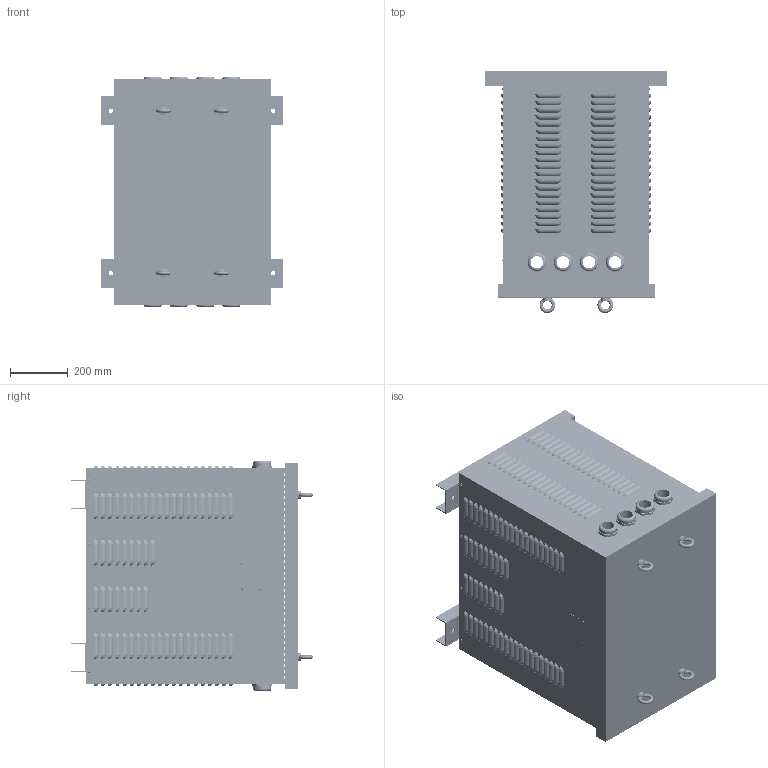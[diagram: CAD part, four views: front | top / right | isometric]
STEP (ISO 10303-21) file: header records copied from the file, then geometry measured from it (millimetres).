
FILE_DESCRIPTION(/* description */ (''),/* implementation_level */ '2;1');
FILE_NAME(/* name */ 'YLQ03635763.stp',/* time_stamp */ '2023-10-23T14:05:25+02:00',/* author */ ('velazquez'),/* organization */ (''),/* preprocessor_version */ 'ST-DEVELOPER v19.2',/* originating_system */ 'Autodesk Inventor 2023',/* authorisation */ '');
FILE_SCHEMA (('AUTOMOTIVE_DESIGN { 1 0 10303 214 3 1 1 }'));
Products named in the file (10): YLQ03635763; JE200  CUERPO; JE160 EXPORT BASE; JE160 EXPORT JE200 EXPORT NACIONAL PATA; PLACA CARACTERISTICAS; JE200 TAPA SUPERIOR; 1411181; DIN 582 - M12; IFI 521 - 41, TPHSSPMBR; ISO 7045 - M4 x 5 - 4.8 - H
Assembly tree (30 placements, depth 2):
  YLQ03635763
    JE200  CUERPO
    JE160 EXPORT BASE
    JE160 EXPORT JE200 EXPORT NACIONAL PATA  x2
    PLACA CARACTERISTICAS
    JE200 TAPA SUPERIOR
    1411181  x8
    DIN 582 - M12  x4
    IFI 521 - 41, TPHSSPMBR  x4
    ISO 7045 - M4 x 5 - 4.8 - H  x8
Bounding box: 630 x 834.9 x 795.27 mm (x, y, z)
Volume: 7587579.6 mm3; surface area: 6373519.3 mm2
Topology: 30 solids, 30 shells, 4663 faces, 13240 edges, 8285 vertices
Faces by surface type: cylinder 1992, plane 1571, bspline 780, cone 220, torus 88, sphere 12
Full cylindrical faces by diameter (mm): 3.2 x4, 3.621 x8, 4 x16, 5 x8, 10.106 x4, 11 x936, 15 x16, 30 x4, 60 x8
Entity records: 142289 total; most frequent: CARTESIAN_POINT 29332, DIRECTION 22702, ORIENTED_EDGE 22118, EDGE_CURVE 11059, AXIS2_PLACEMENT_3D 8461, VERTEX_POINT 7111, EDGE_LOOP 6578, LINE 5780
